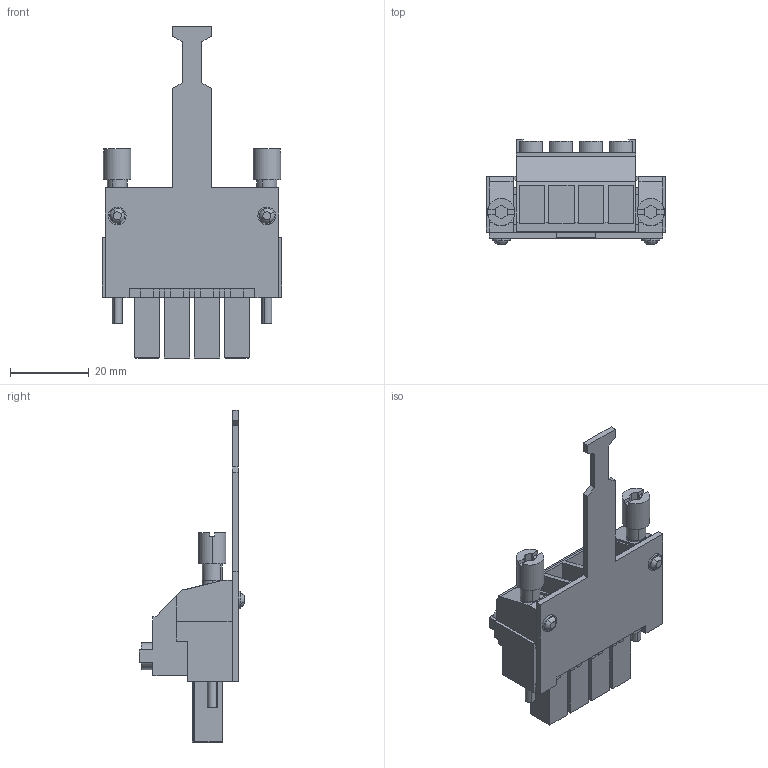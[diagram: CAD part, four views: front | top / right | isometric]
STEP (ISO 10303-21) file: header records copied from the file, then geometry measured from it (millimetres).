
FILE_DESCRIPTION(('CATIA V5R24 STEP','CAx-IF Rec.Pracs.--- Model Styling and Organization---1.2---2011-12-15'),'2;1');
FILE_NAME ('D1459501_0_1933350000_1933350000.stp','2018-02-05T12:01:33+00:00',('none'),('Weidmueller'),'CATIA Version 5-6 Release 2014 SP4 HF52','CATIA V5 STEP AP214','none');
FILE_SCHEMA(('AUTOMOTIVE_DESIGN { 1 0 10303 214 1 1 1 1 }'));
Length unit declared in the file: millimetre
Products named in the file (1): 1933350000
Bounding box: 45.72 x 26.8 x 84.55 mm (x, y, z)
Volume: 20676.6 mm3; surface area: 17573.1 mm2
Topology: 12 solids, 14 shells, 596 faces, 1629 edges, 1090 vertices
Faces by surface type: plane 512, cylinder 68, extrusion 8, sphere 8
Entity records: 18567 total; most frequent: CARTESIAN_POINT 3644, ORIENTED_EDGE 3258, DIRECTION 2500, EDGE_CURVE 1629, VECTOR 1433, LINE 1425, VERTEX_POINT 1090, EDGE_LOOP 649
